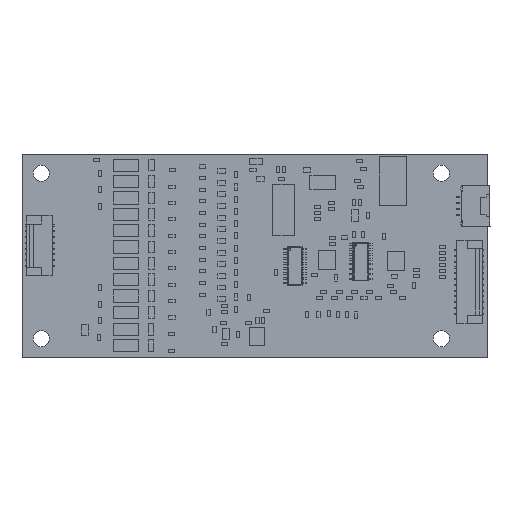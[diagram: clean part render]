
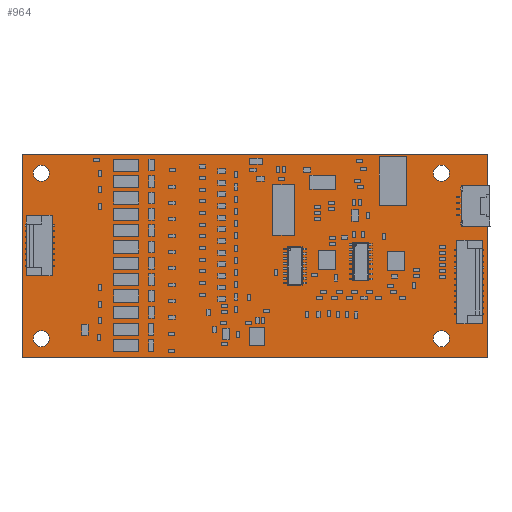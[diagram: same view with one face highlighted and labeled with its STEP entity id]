
A CAD part, top view. The second image highlights one B-rep face of the part: STEP entity #964.
In plain terms, the highlighted planar face has unit normal (0, 0, 1).
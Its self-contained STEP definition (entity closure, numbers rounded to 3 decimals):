
#691 = VERTEX_POINT('',#692);
#692 = CARTESIAN_POINT('',(100.,100.,0.));
#698 = EDGE_CURVE('',#691,#699,#701,.T.);
#699 = VERTEX_POINT('',#700);
#700 = CARTESIAN_POINT('',(221.,100.,0.));
#701 = LINE('',#702,#703);
#702 = CARTESIAN_POINT('',(100.,100.,0.));
#703 = VECTOR('',#704,1.);
#704 = DIRECTION('',(1.,0.,0.));
#729 = EDGE_CURVE('',#699,#730,#732,.T.);
#730 = VERTEX_POINT('',#731);
#731 = CARTESIAN_POINT('',(221.,153.,0.));
#732 = LINE('',#733,#734);
#733 = CARTESIAN_POINT('',(221.,100.,0.));
#734 = VECTOR('',#735,1.);
#735 = DIRECTION('',(0.,1.,0.));
#760 = EDGE_CURVE('',#730,#761,#763,.T.);
#761 = VERTEX_POINT('',#762);
#762 = CARTESIAN_POINT('',(100.,153.,0.));
#763 = LINE('',#764,#765);
#764 = CARTESIAN_POINT('',(221.,153.,0.));
#765 = VECTOR('',#766,1.);
#766 = DIRECTION('',(-1.,0.,0.));
#791 = EDGE_CURVE('',#761,#691,#792,.T.);
#792 = LINE('',#793,#794);
#793 = CARTESIAN_POINT('',(100.,153.,0.));
#794 = VECTOR('',#795,1.);
#795 = DIRECTION('',(0.,-1.,0.));
#815 = VERTEX_POINT('',#816);
#816 = CARTESIAN_POINT('',(107.1,105.,0.));
#822 = EDGE_CURVE('',#815,#815,#823,.T.);
#823 = CIRCLE('',#824,2.1);
#824 = AXIS2_PLACEMENT_3D('',#825,#826,#827);
#825 = CARTESIAN_POINT('',(105.,105.,0.));
#826 = DIRECTION('',(0.,0.,1.));
#827 = DIRECTION('',(1.,0.,0.));
#848 = VERTEX_POINT('',#849);
#849 = CARTESIAN_POINT('',(107.1,148.,0.));
#855 = EDGE_CURVE('',#848,#848,#856,.T.);
#856 = CIRCLE('',#857,2.1);
#857 = AXIS2_PLACEMENT_3D('',#858,#859,#860);
#858 = CARTESIAN_POINT('',(105.,148.,0.));
#859 = DIRECTION('',(0.,0.,1.));
#860 = DIRECTION('',(1.,0.,0.));
#881 = VERTEX_POINT('',#882);
#882 = CARTESIAN_POINT('',(211.1,105.,0.));
#888 = EDGE_CURVE('',#881,#881,#889,.T.);
#889 = CIRCLE('',#890,2.1);
#890 = AXIS2_PLACEMENT_3D('',#891,#892,#893);
#891 = CARTESIAN_POINT('',(209.,105.,0.));
#892 = DIRECTION('',(0.,0.,1.));
#893 = DIRECTION('',(1.,0.,0.));
#914 = VERTEX_POINT('',#915);
#915 = CARTESIAN_POINT('',(211.1,148.,0.));
#921 = EDGE_CURVE('',#914,#914,#922,.T.);
#922 = CIRCLE('',#923,2.1);
#923 = AXIS2_PLACEMENT_3D('',#924,#925,#926);
#924 = CARTESIAN_POINT('',(209.,148.,0.));
#925 = DIRECTION('',(0.,0.,1.));
#926 = DIRECTION('',(1.,0.,0.));
#964 = ADVANCED_FACE('',(#965,#971,#974,#977,#980),#983,.F.);
#965 = FACE_BOUND('',#966,.T.);
#966 = EDGE_LOOP('',(#967,#968,#969,#970));
#967 = ORIENTED_EDGE('',*,*,#698,.T.);
#968 = ORIENTED_EDGE('',*,*,#729,.T.);
#969 = ORIENTED_EDGE('',*,*,#760,.T.);
#970 = ORIENTED_EDGE('',*,*,#791,.T.);
#971 = FACE_BOUND('',#972,.F.);
#972 = EDGE_LOOP('',(#973));
#973 = ORIENTED_EDGE('',*,*,#822,.T.);
#974 = FACE_BOUND('',#975,.F.);
#975 = EDGE_LOOP('',(#976));
#976 = ORIENTED_EDGE('',*,*,#855,.T.);
#977 = FACE_BOUND('',#978,.F.);
#978 = EDGE_LOOP('',(#979));
#979 = ORIENTED_EDGE('',*,*,#888,.T.);
#980 = FACE_BOUND('',#981,.F.);
#981 = EDGE_LOOP('',(#982));
#982 = ORIENTED_EDGE('',*,*,#921,.T.);
#983 = PLANE('',#984);
#984 = AXIS2_PLACEMENT_3D('',#985,#986,#987);
#985 = CARTESIAN_POINT('',(100.,100.,0.));
#986 = DIRECTION('',(0.,0.,-1.));
#987 = DIRECTION('',(-1.,0.,0.));
